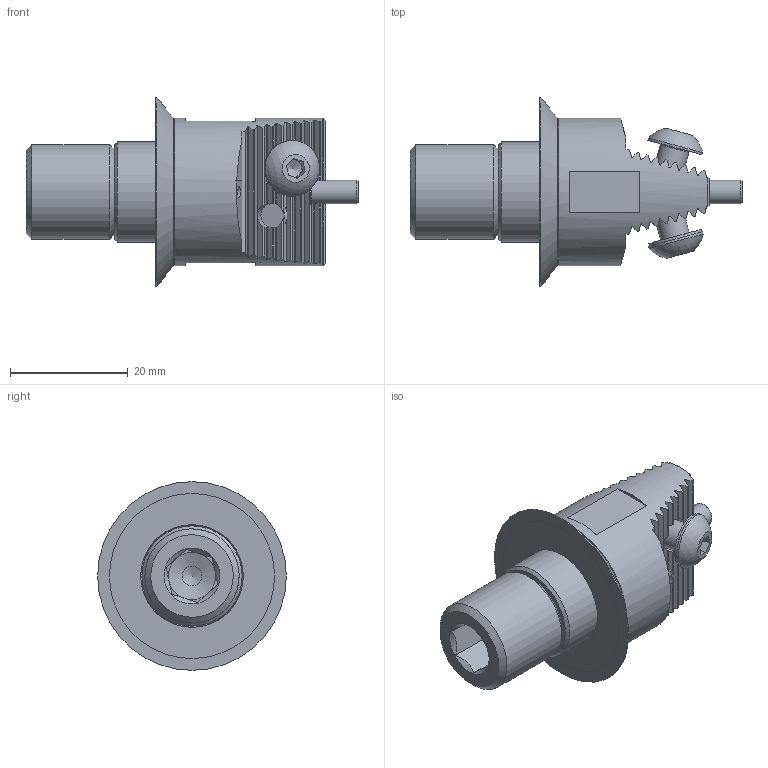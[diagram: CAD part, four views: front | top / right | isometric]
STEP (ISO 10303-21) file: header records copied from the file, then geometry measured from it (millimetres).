
FILE_DESCRIPTION (( 'STEP AP214' ), '1' );
FILE_NAME ('HP5.Z25.030.045.STEP', '2021-10-27T07:19:44', ( '' ), ( '' ), 'SwSTEP 2.0', 'SolidWorks 2017', '' );
FILE_SCHEMA (( 'AUTOMOTIVE_DESIGN' ));
Length unit declared in the file: millimetre
Products named in the file (9): HP5-Z25.030.045_A; D28-D25.HP5.003_A; Z25-ER1.003.012_A_gespannt; HP5.Z25.030.045; Z20-ER2.001.013_A; Z25-ER1.001.012; D32-D25.HP5.003_A; HP5-ER2.012.030_A; Z25-ER1.002.012_A
Assembly tree (9 placements, depth 3):
  HP5.Z25.030.045
    HP5-Z25.030.045_A
    Z25-ER1.001.012
      Z25-ER1.002.012_A
      Z25-ER1.003.012_A_gespannt
    Z25-ER1.002.012_A
    Z20-ER2.001.013_A
    D28-D25.HP5.003_A
    HP5-ER2.012.030_A
    D32-D25.HP5.003_A
Bounding box: 56.3 x 32 x 32 mm (x, y, z)
Volume: 15590.4 mm3; surface area: 10240.8 mm2
Topology: 8 solids, 8 shells, 303 faces, 777 edges, 496 vertices
Faces by surface type: plane 191, cylinder 68, cone 36, torus 6, sphere 2
Full cylindrical faces by diameter (mm): 2 x5, 2.2 x1, 2.5 x1, 3 x1, 3.3 x1, 4 x1, 4.2 x2, 5 x2, 5.3 x1, 6 x2, 9.2 x1, 9.5 x2, 10.6 x1, 12 x1, 12.5 x1, 16 x1, 17 x3, 25 x1, 28 x1, 32 x1
Entity records: 9730 total; most frequent: CARTESIAN_POINT 3391, ORIENTED_EDGE 1314, DIRECTION 1078, EDGE_CURVE 657, VERTEX_POINT 455, AXIS2_PLACEMENT_3D 420, EDGE_LOOP 364, FACE_OUTER_BOUND 316
